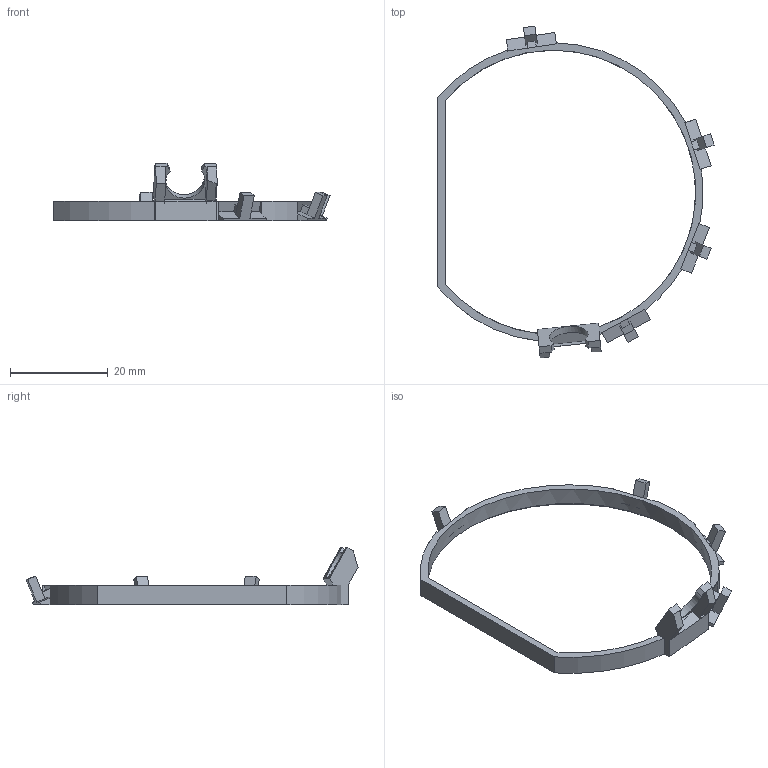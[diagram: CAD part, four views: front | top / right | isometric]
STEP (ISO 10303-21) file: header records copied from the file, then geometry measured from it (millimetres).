
FILE_DESCRIPTION(/* description */ (''),/* implementation_level */ '2;1');
FILE_NAME(/* name */ 'Index-EyetrackVRv4.step',/* time_stamp */ '2023-09-10T18:22:39-04:00',/* author */ (''),/* organization */ (''),/* preprocessor_version */ 'ST-DEVELOPER v20',/* originating_system */ 'Autodesk Translation Framework v12.9.0.99',/* authorisation */ '');
FILE_SCHEMA (('AUTOMOTIVE_DESIGN { 1 0 10303 214 3 1 1 }'));
Length unit declared in the file: millimetre
Products named in the file (1): Index-EyetrackVRv4
Bounding box: 56.38 x 67.76 x 11.71 mm (x, y, z)
Volume: 1335.6 mm3; surface area: 2587.7 mm2
Topology: 1 solids, 1 shells, 95 faces, 265 edges, 171 vertices
Faces by surface type: plane 86, cylinder 8, cone 1
Entity records: 3021 total; most frequent: CARTESIAN_POINT 538, ORIENTED_EDGE 530, DIRECTION 474, EDGE_CURVE 265, LINE 244, VECTOR 244, VERTEX_POINT 171, AXIS2_PLACEMENT_3D 115
